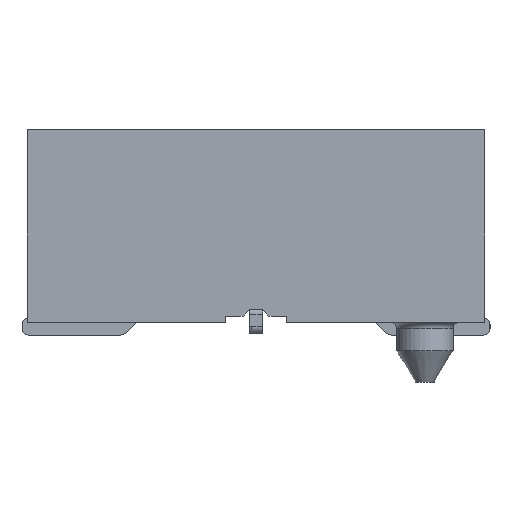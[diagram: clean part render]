
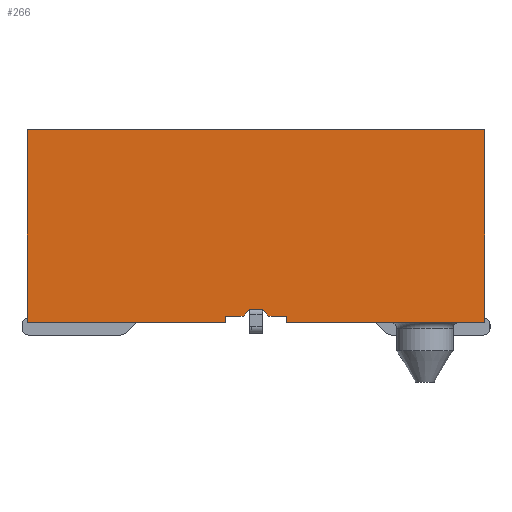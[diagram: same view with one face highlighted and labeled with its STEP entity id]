
A CAD part, left-side view. The second image highlights one B-rep face of the part: STEP entity #266.
In plain terms, the highlighted planar face has unit normal (-1, 0, 0).
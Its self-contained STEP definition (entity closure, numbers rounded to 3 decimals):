
#163=CARTESIAN_POINT('',(-10.655,0.,-1.525));
#164=DIRECTION('',(0.,1.,0.));
#165=DIRECTION('',(-1.,0.,0.));
#166=AXIS2_PLACEMENT_3D('',#163,#165,#164);
#167=PLANE('',#166);
#168=CARTESIAN_POINT('',(-10.655,-3.62,0.));
#169=VERTEX_POINT('',#168);
#170=CARTESIAN_POINT('',(-10.655,3.62,0.));
#171=VERTEX_POINT('',#170);
#172=CARTESIAN_POINT('',(-10.655,-3.62,0.));
#173=DIRECTION('',(0.,1.,0.));
#174=VECTOR('',#173,7.24);
#175=LINE('',#172,#174);
#176=EDGE_CURVE('',#169,#171,#175,.T.);
#177=ORIENTED_EDGE('',*,*,#176,.T.);
#178=CARTESIAN_POINT('',(-10.655,3.62,-3.05));
#179=VERTEX_POINT('',#178);
#180=CARTESIAN_POINT('',(-10.655,3.62,0.));
#181=DIRECTION('',(0.,0.,-1.));
#182=VECTOR('',#181,3.05);
#183=LINE('',#180,#182);
#184=EDGE_CURVE('',#171,#179,#183,.T.);
#185=ORIENTED_EDGE('',*,*,#184,.T.);
#186=CARTESIAN_POINT('',(-10.655,0.48,-3.05));
#187=VERTEX_POINT('',#186);
#188=CARTESIAN_POINT('',(-10.655,3.62,-3.05));
#189=DIRECTION('',(0.,-1.,0.));
#190=VECTOR('',#189,3.14);
#191=LINE('',#188,#190);
#192=EDGE_CURVE('',#179,#187,#191,.T.);
#193=ORIENTED_EDGE('',*,*,#192,.T.);
#194=CARTESIAN_POINT('',(-10.655,0.48,-2.95));
#195=VERTEX_POINT('',#194);
#196=CARTESIAN_POINT('',(-10.655,0.48,-3.05));
#197=DIRECTION('',(0.,0.,1.));
#198=VECTOR('',#197,0.1);
#199=LINE('',#196,#198);
#200=EDGE_CURVE('',#187,#195,#199,.T.);
#201=ORIENTED_EDGE('',*,*,#200,.T.);
#202=CARTESIAN_POINT('',(-10.655,0.205,-2.95));
#203=VERTEX_POINT('',#202);
#204=CARTESIAN_POINT('',(-10.655,0.48,-2.95));
#205=DIRECTION('',(0.,-1.,0.));
#206=VECTOR('',#205,0.275);
#207=LINE('',#204,#206);
#208=EDGE_CURVE('',#195,#203,#207,.T.);
#209=ORIENTED_EDGE('',*,*,#208,.T.);
#210=CARTESIAN_POINT('',(-10.655,0.105,-2.85));
#211=VERTEX_POINT('',#210);
#212=CARTESIAN_POINT('',(-10.655,0.205,-2.95));
#213=DIRECTION('',(0.,-0.707,0.707));
#214=VECTOR('',#213,0.141);
#215=LINE('',#212,#214);
#216=EDGE_CURVE('',#203,#211,#215,.T.);
#217=ORIENTED_EDGE('',*,*,#216,.T.);
#218=CARTESIAN_POINT('',(-10.655,-0.105,-2.85));
#219=VERTEX_POINT('',#218);
#220=CARTESIAN_POINT('',(-10.655,0.105,-2.85));
#221=DIRECTION('',(0.,-1.,0.));
#222=VECTOR('',#221,0.21);
#223=LINE('',#220,#222);
#224=EDGE_CURVE('',#211,#219,#223,.T.);
#225=ORIENTED_EDGE('',*,*,#224,.T.);
#226=CARTESIAN_POINT('',(-10.655,-0.205,-2.95));
#227=VERTEX_POINT('',#226);
#228=CARTESIAN_POINT('',(-10.655,-0.105,-2.85));
#229=DIRECTION('',(0.,-0.707,-0.707));
#230=VECTOR('',#229,0.141);
#231=LINE('',#228,#230);
#232=EDGE_CURVE('',#219,#227,#231,.T.);
#233=ORIENTED_EDGE('',*,*,#232,.T.);
#234=CARTESIAN_POINT('',(-10.655,-0.48,-2.95));
#235=VERTEX_POINT('',#234);
#236=CARTESIAN_POINT('',(-10.655,-0.205,-2.95));
#237=DIRECTION('',(0.,-1.,0.));
#238=VECTOR('',#237,0.275);
#239=LINE('',#236,#238);
#240=EDGE_CURVE('',#227,#235,#239,.T.);
#241=ORIENTED_EDGE('',*,*,#240,.T.);
#242=CARTESIAN_POINT('',(-10.655,-0.48,-3.05));
#243=VERTEX_POINT('',#242);
#244=CARTESIAN_POINT('',(-10.655,-0.48,-2.95));
#245=DIRECTION('',(0.,0.,-1.));
#246=VECTOR('',#245,0.1);
#247=LINE('',#244,#246);
#248=EDGE_CURVE('',#235,#243,#247,.T.);
#249=ORIENTED_EDGE('',*,*,#248,.T.);
#250=CARTESIAN_POINT('',(-10.655,-3.62,-3.05));
#251=VERTEX_POINT('',#250);
#252=CARTESIAN_POINT('',(-10.655,-0.48,-3.05));
#253=DIRECTION('',(0.,-1.,0.));
#254=VECTOR('',#253,3.14);
#255=LINE('',#252,#254);
#256=EDGE_CURVE('',#243,#251,#255,.T.);
#257=ORIENTED_EDGE('',*,*,#256,.T.);
#258=CARTESIAN_POINT('',(-10.655,-3.62,-3.05));
#259=DIRECTION('',(0.,0.,1.));
#260=VECTOR('',#259,3.05);
#261=LINE('',#258,#260);
#262=EDGE_CURVE('',#251,#169,#261,.T.);
#263=ORIENTED_EDGE('',*,*,#262,.T.);
#264=EDGE_LOOP('',(#177,#185,#193,#201,#209,#217,#225,#233,#241,#249,#257,#263));
#265=FACE_OUTER_BOUND('',#264,.T.);
#266=ADVANCED_FACE('',(#265),#167,.T.);
